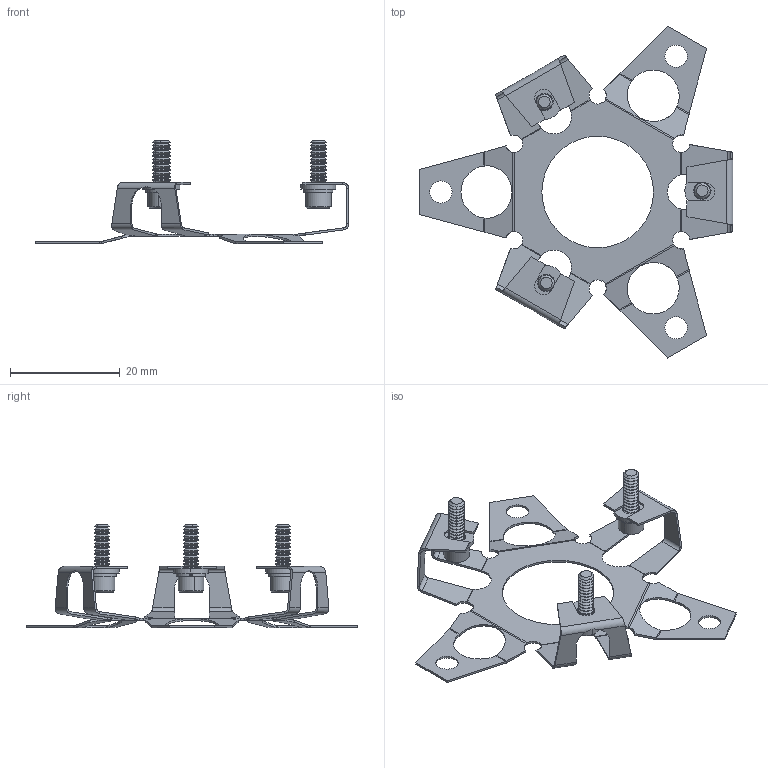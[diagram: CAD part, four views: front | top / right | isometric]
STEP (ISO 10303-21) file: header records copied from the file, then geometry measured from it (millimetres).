
FILE_DESCRIPTION (( 'STEP AP203' ), '1' );
FILE_NAME ('31134-001 Flex assembly.STEP', '2019-02-06T20:44:06', ( '' ), ( '' ), 'SwSTEP 2.0', 'SolidWorks 2017', '' );
FILE_SCHEMA (( 'CONFIG_CONTROL_DESIGN' ));
Length unit declared in the file: inch
Products named in the file (5): 38159-001 flex mount; socket head cap screw_ai_HX-SHCS 0.112-40x0.375x0.375-N; flat washer type b narrow_ai_Narrow FW 0.112; lock washer spring regular_ai_Regular LW 0.112; 31134-001 Flex assembly
Assembly tree (10 placements, depth 2):
  31134-001 Flex assembly
    38159-001 flex mount
    socket head cap screw_ai_HX-SHCS 0.112-40x0.375x0.375-N  x3
    lock washer spring regular_ai_Regular LW 0.112  x3
    flat washer type b narrow_ai_Narrow FW 0.112  x3
Bounding box: 57.18 x 60.46 x 18.87 mm (x, y, z)
Volume: 919 mm3; surface area: 4195.9 mm2
Topology: 10 solids, 10 shells, 634 faces, 1569 edges, 943 vertices
Faces by surface type: cylinder 227, cone 186, plane 170, bspline 45, torus 6
Entity records: 12989 total; most frequent: CARTESIAN_POINT 3311, ORIENTED_EDGE 1926, DIRECTION 1829, EDGE_CURVE 963, AXIS2_PLACEMENT_3D 686, VERTEX_POINT 569, LINE 457, VECTOR 457
